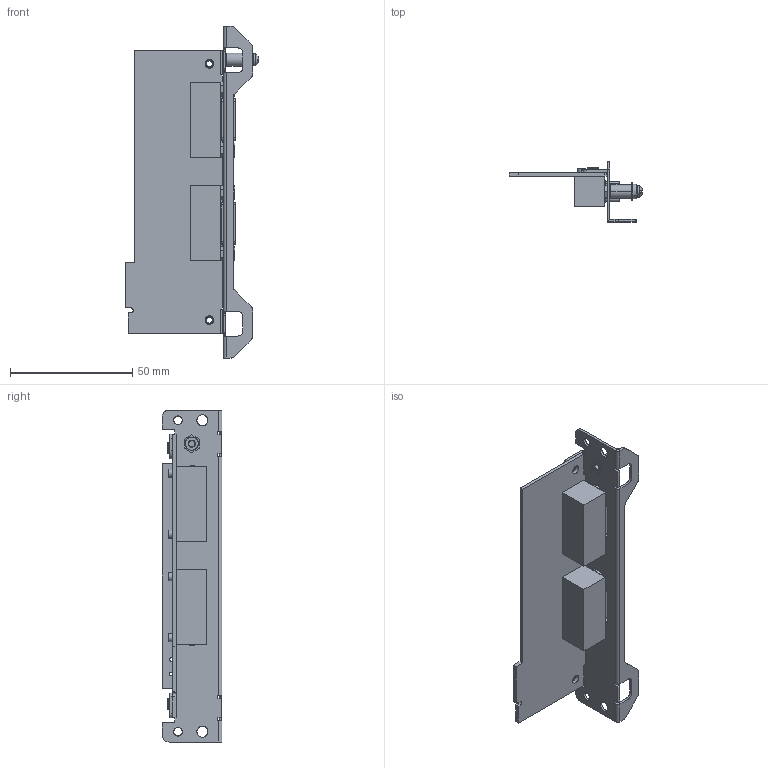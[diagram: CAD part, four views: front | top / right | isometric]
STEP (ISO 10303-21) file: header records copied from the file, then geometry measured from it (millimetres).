
FILE_DESCRIPTION((''),'2;1');
FILE_NAME('D_ASM','2021-11-12T15:22:58',('PC'),(''),'CREO PARAMETRIC BY PTC INC, 2019010','CREO PARAMETRIC BY PTC INC, 2019010','');
FILE_SCHEMA(('CONFIG_CONTROL_DESIGN'));
Length unit declared in the file: millimetre
Products named in the file (1): D_ASM
Bounding box: 54.79 x 24.5 x 136 mm (x, y, z)
Surface area: 21658.9 mm2 (no closed solid volume)
Topology: 0 solids, 597 shells, 597 faces, 3492 edges, 3484 vertices
Faces by surface type: extrusion 223, plane 197, cylinder 151, torus 16, cone 8, bspline 2
Entity records: 37862 total; most frequent: CARTESIAN_POINT 13972, DIRECTION 3771, VERTEX_POINT 3476, ORIENTED_EDGE 3476, EDGE_CURVE 3476, VECTOR 1933, LINE 1710, B_SPLINE_CURVE_WITH_KNOTS 1442
